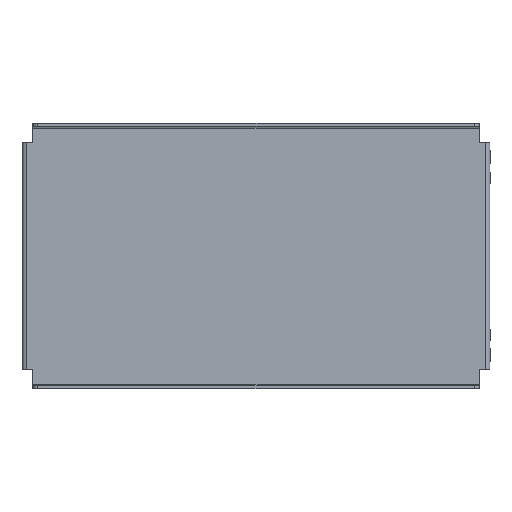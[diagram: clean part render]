
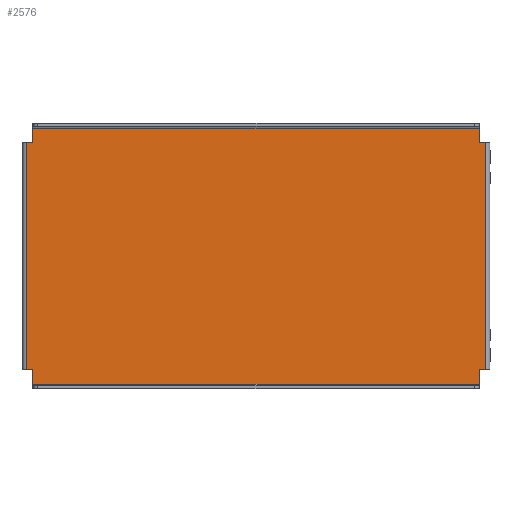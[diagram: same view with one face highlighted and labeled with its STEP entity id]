
A CAD part, top view. The second image highlights one B-rep face of the part: STEP entity #2576.
In plain terms, the highlighted planar face has unit normal (0, 0, 1).
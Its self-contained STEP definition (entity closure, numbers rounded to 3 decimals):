
#504 = LINE ( 'NONE', #2011, #511 ) ;
#508 = LINE ( 'NONE', #1768, #513 ) ;
#510 = LINE ( 'NONE', #1729, #515 ) ;
#511 = VECTOR ( 'NONE', #1749, 1000. ) ;
#512 = LINE ( 'NONE', #1764, #521 ) ;
#513 = VECTOR ( 'NONE', #1780, 1000. ) ;
#514 = LINE ( 'NONE', #1711, #517 ) ;
#515 = VECTOR ( 'NONE', #1770, 1000. ) ;
#516 = LINE ( 'NONE', #1759, #519 ) ;
#517 = VECTOR ( 'NONE', #1742, 1000. ) ;
#518 = LINE ( 'NONE', #1784, #525 ) ;
#519 = VECTOR ( 'NONE', #1713, 1000. ) ;
#520 = LINE ( 'NONE', #1723, #523 ) ;
#521 = VECTOR ( 'NONE', #1716, 1000. ) ;
#522 = LINE ( 'NONE', #1738, #533 ) ;
#523 = VECTOR ( 'NONE', #1758, 1000. ) ;
#524 = LINE ( 'NONE', #1727, #527 ) ;
#525 = VECTOR ( 'NONE', #1755, 1000. ) ;
#526 = LINE ( 'NONE', #1724, #529 ) ;
#527 = VECTOR ( 'NONE', #1751, 1000. ) ;
#528 = LINE ( 'NONE', #1766, #531 ) ;
#529 = VECTOR ( 'NONE', #1728, 1000. ) ;
#531 = VECTOR ( 'NONE', #1754, 1000. ) ;
#533 = VECTOR ( 'NONE', #1782, 1000. ) ;
#901 = FACE_OUTER_BOUND ( 'NONE', #3017, .T. ) ;
#1028 = AXIS2_PLACEMENT_3D ( 'NONE', #2324, #2306, #2305 ) ;
#1201 = EDGE_CURVE ( 'NONE', #2926, #3044, #504, .T. ) ;
#1202 = EDGE_CURVE ( 'NONE', #2926, #3002, #508, .T. ) ;
#1203 = EDGE_CURVE ( 'NONE', #3002, #2963, #510, .T. ) ;
#1204 = EDGE_CURVE ( 'NONE', #2963, #2924, #514, .T. ) ;
#1205 = EDGE_CURVE ( 'NONE', #2925, #2924, #516, .T. ) ;
#1206 = EDGE_CURVE ( 'NONE', #2925, #3001, #512, .T. ) ;
#1207 = EDGE_CURVE ( 'NONE', #3043, #3001, #520, .T. ) ;
#1208 = EDGE_CURVE ( 'NONE', #3043, #2923, #518, .T. ) ;
#1209 = EDGE_CURVE ( 'NONE', #2923, #3041, #524, .T. ) ;
#1210 = EDGE_CURVE ( 'NONE', #3041, #3000, #526, .T. ) ;
#1211 = EDGE_CURVE ( 'NONE', #2962, #3000, #528, .T. ) ;
#1212 = EDGE_CURVE ( 'NONE', #2962, #3044, #522, .T. ) ;
#1594 = ORIENTED_EDGE ( 'NONE', *, *, #1209, .T. ) ;
#1595 = ORIENTED_EDGE ( 'NONE', *, *, #1210, .T. ) ;
#1596 = ORIENTED_EDGE ( 'NONE', *, *, #1211, .F. ) ;
#1597 = ORIENTED_EDGE ( 'NONE', *, *, #1212, .T. ) ;
#1711 = CARTESIAN_POINT ( 'NONE',  ( -142., 82.5, 2. ) ) ;
#1713 = DIRECTION ( 'NONE',  ( -1., 0., 0. ) ) ;
#1716 = DIRECTION ( 'NONE',  ( 0., 1., 0. ) ) ;
#1723 = CARTESIAN_POINT ( 'NONE',  ( 147., -72.5, 2. ) ) ;
#1724 = CARTESIAN_POINT ( 'NONE',  ( 142., 82.5, 2. ) ) ;
#1727 = CARTESIAN_POINT ( 'NONE',  ( 147., 72.5, 2. ) ) ;
#1728 = DIRECTION ( 'NONE',  ( 0., 1., 0. ) ) ;
#1729 = CARTESIAN_POINT ( 'NONE',  ( -147., -72.5, 2. ) ) ;
#1738 = CARTESIAN_POINT ( 'NONE',  ( -142., 82.5, 2. ) ) ;
#1742 = DIRECTION ( 'NONE',  ( 0., -1., 0. ) ) ;
#1749 = DIRECTION ( 'NONE',  ( 1., 0., 0. ) ) ;
#1751 = DIRECTION ( 'NONE',  ( -1., 0., 0. ) ) ;
#1754 = DIRECTION ( 'NONE',  ( 1., 0., 0. ) ) ;
#1755 = DIRECTION ( 'NONE',  ( 0., 1., 0. ) ) ;
#1758 = DIRECTION ( 'NONE',  ( -1., 0., 0. ) ) ;
#1759 = CARTESIAN_POINT ( 'NONE',  ( 142., -81.5, 2. ) ) ;
#1764 = CARTESIAN_POINT ( 'NONE',  ( 142., 82.5, 2. ) ) ;
#1766 = CARTESIAN_POINT ( 'NONE',  ( -142., 81.5, 2. ) ) ;
#1768 = CARTESIAN_POINT ( 'NONE',  ( -146., 72.5, 2. ) ) ;
#1770 = DIRECTION ( 'NONE',  ( 1., 0., 0. ) ) ;
#1780 = DIRECTION ( 'NONE',  ( 0., -1., 0. ) ) ;
#1782 = DIRECTION ( 'NONE',  ( 0., -1., 0. ) ) ;
#1784 = CARTESIAN_POINT ( 'NONE',  ( 146., -72.5, 2. ) ) ;
#1790 = ORIENTED_EDGE ( 'NONE', *, *, #1201, .F. ) ;
#1791 = ORIENTED_EDGE ( 'NONE', *, *, #1202, .T. ) ;
#1792 = ORIENTED_EDGE ( 'NONE', *, *, #1203, .T. ) ;
#1793 = ORIENTED_EDGE ( 'NONE', *, *, #1204, .T. ) ;
#1794 = ORIENTED_EDGE ( 'NONE', *, *, #1205, .F. ) ;
#1795 = ORIENTED_EDGE ( 'NONE', *, *, #1206, .T. ) ;
#1796 = ORIENTED_EDGE ( 'NONE', *, *, #1207, .F. ) ;
#1797 = ORIENTED_EDGE ( 'NONE', *, *, #1208, .T. ) ;
#1865 = CARTESIAN_POINT ( 'NONE',  ( 146., 72.5, 2. ) ) ;
#1872 = CARTESIAN_POINT ( 'NONE',  ( -142., -81.5, 2. ) ) ;
#1873 = CARTESIAN_POINT ( 'NONE',  ( 142., -81.5, 2. ) ) ;
#1874 = CARTESIAN_POINT ( 'NONE',  ( -146., 72.5, 2. ) ) ;
#1895 = CARTESIAN_POINT ( 'NONE',  ( -142., 81.5, 2. ) ) ;
#1896 = CARTESIAN_POINT ( 'NONE',  ( -142., -72.5, 2. ) ) ;
#1918 = CARTESIAN_POINT ( 'NONE',  ( 142., 81.5, 2. ) ) ;
#1919 = CARTESIAN_POINT ( 'NONE',  ( 142., -72.5, 2. ) ) ;
#1920 = CARTESIAN_POINT ( 'NONE',  ( -146., -72.5, 2. ) ) ;
#1943 = CARTESIAN_POINT ( 'NONE',  ( 142., 72.5, 2. ) ) ;
#1945 = CARTESIAN_POINT ( 'NONE',  ( 146., -72.5, 2. ) ) ;
#1946 = CARTESIAN_POINT ( 'NONE',  ( -142., 72.5, 2. ) ) ;
#2011 = CARTESIAN_POINT ( 'NONE',  ( -147., 72.5, 2. ) ) ;
#2305 = DIRECTION ( 'NONE',  ( 1., 0., 0. ) ) ;
#2306 = DIRECTION ( 'NONE',  ( 0., 0., 1. ) ) ;
#2309 = PLANE ( 'NONE',  #1028 ) ;
#2324 = CARTESIAN_POINT ( 'NONE',  ( -142., -82.5, 2. ) ) ;
#2576 = ADVANCED_FACE ( 'NONE', ( #901 ), #2309, .T. ) ;
#2923 = VERTEX_POINT ( 'NONE', #1865 ) ;
#2924 = VERTEX_POINT ( 'NONE', #1872 ) ;
#2925 = VERTEX_POINT ( 'NONE', #1873 ) ;
#2926 = VERTEX_POINT ( 'NONE', #1874 ) ;
#2962 = VERTEX_POINT ( 'NONE', #1895 ) ;
#2963 = VERTEX_POINT ( 'NONE', #1896 ) ;
#3000 = VERTEX_POINT ( 'NONE', #1918 ) ;
#3001 = VERTEX_POINT ( 'NONE', #1919 ) ;
#3002 = VERTEX_POINT ( 'NONE', #1920 ) ;
#3017 = EDGE_LOOP ( 'NONE', ( #1790, #1791, #1792, #1793, #1794, #1795, #1796, #1797, #1594, #1595, #1596, #1597 ) ) ;
#3041 = VERTEX_POINT ( 'NONE', #1943 ) ;
#3043 = VERTEX_POINT ( 'NONE', #1945 ) ;
#3044 = VERTEX_POINT ( 'NONE', #1946 ) ;
